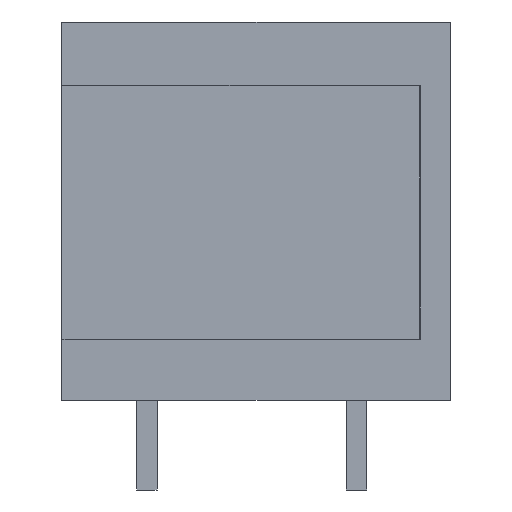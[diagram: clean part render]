
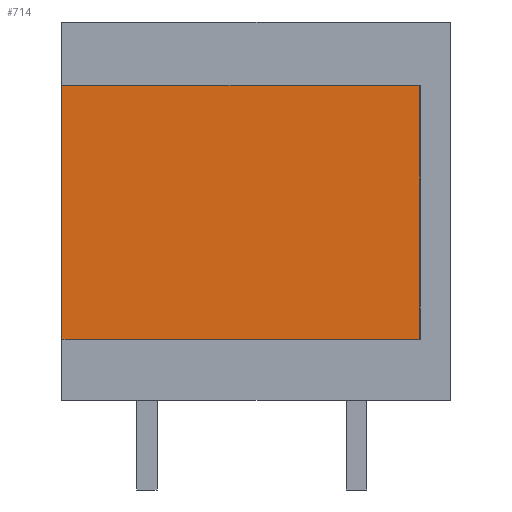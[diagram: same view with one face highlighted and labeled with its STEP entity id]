
A CAD part, left-side view. The second image highlights one B-rep face of the part: STEP entity #714.
In plain terms, the highlighted planar face has unit normal (-1, 0, 0).
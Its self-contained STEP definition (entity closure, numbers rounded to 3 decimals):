
#686=AXIS2_PLACEMENT_3D('Plane Axis2P3D',#683,#684,#685) ;
#621=CARTESIAN_POINT('Vertex',(1.1,15.018,5.9)) ;
#644=CARTESIAN_POINT('Vertex',(1.1,1.2,5.9)) ;
#647=CARTESIAN_POINT('Line Origine',(1.1,8.109,5.9)) ;
#668=CARTESIAN_POINT('Vertex',(1.1,1.2,15.8)) ;
#671=CARTESIAN_POINT('Line Origine',(1.1,1.2,10.85)) ;
#683=CARTESIAN_POINT('Axis2P3D Location',(1.1,4.47,3.5)) ;
#688=CARTESIAN_POINT('Line Origine',(1.1,8.2,15.8)) ;
#692=CARTESIAN_POINT('Vertex',(1.1,15.2,15.8)) ;
#695=CARTESIAN_POINT('Line Origine',(1.1,15.2,10.85)) ;
#699=CARTESIAN_POINT('Vertex',(1.1,15.2,5.9)) ;
#702=CARTESIAN_POINT('Line Origine',(1.1,15.109,5.9)) ;
#648=DIRECTION('Vector Direction',(0.,1.,0.)) ;
#672=DIRECTION('Vector Direction',(0.,0.,1.)) ;
#684=DIRECTION('Axis2P3D Direction',(-1.,0.,0.)) ;
#685=DIRECTION('Axis2P3D XDirection',(0.,-1.,0.)) ;
#689=DIRECTION('Vector Direction',(0.,-1.,0.)) ;
#696=DIRECTION('Vector Direction',(0.,0.,-1.)) ;
#703=DIRECTION('Vector Direction',(0.,1.,0.)) ;
#649=VECTOR('Line Direction',#648,1.) ;
#673=VECTOR('Line Direction',#672,1.) ;
#690=VECTOR('Line Direction',#689,1.) ;
#697=VECTOR('Line Direction',#696,1.) ;
#704=VECTOR('Line Direction',#703,1.) ;
#708=ORIENTED_EDGE('',*,*,#694,.T.) ;
#709=ORIENTED_EDGE('',*,*,#701,.T.) ;
#710=ORIENTED_EDGE('',*,*,#706,.T.) ;
#711=ORIENTED_EDGE('',*,*,#651,.T.) ;
#712=ORIENTED_EDGE('',*,*,#675,.T.) ;
#714=ADVANCED_FACE('housing',(#713),#687,.T.) ;
#651=EDGE_CURVE('',#622,#645,#650,.F.) ;
#675=EDGE_CURVE('',#645,#669,#674,.T.) ;
#694=EDGE_CURVE('',#669,#693,#691,.F.) ;
#701=EDGE_CURVE('',#693,#700,#698,.T.) ;
#706=EDGE_CURVE('',#700,#622,#705,.F.) ;
#707=EDGE_LOOP('',(#708,#709,#710,#711,#712)) ;
#713=FACE_OUTER_BOUND('',#707,.T.) ;
#650=LINE('Line',#647,#649) ;
#674=LINE('Line',#671,#673) ;
#691=LINE('Line',#688,#690) ;
#698=LINE('Line',#695,#697) ;
#705=LINE('Line',#702,#704) ;
#687=PLANE('',#686) ;
#622=VERTEX_POINT('',#621) ;
#645=VERTEX_POINT('',#644) ;
#669=VERTEX_POINT('',#668) ;
#693=VERTEX_POINT('',#692) ;
#700=VERTEX_POINT('',#699) ;
